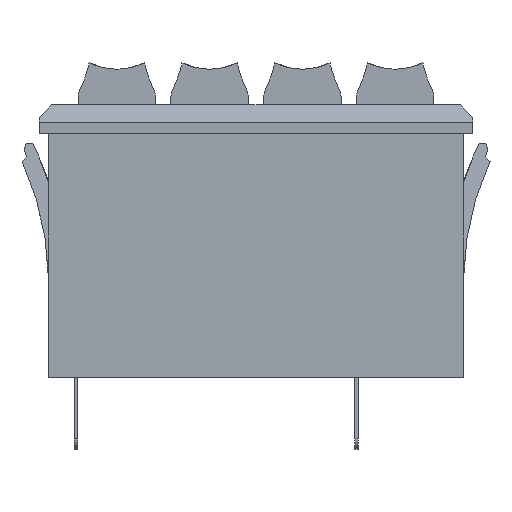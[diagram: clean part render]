
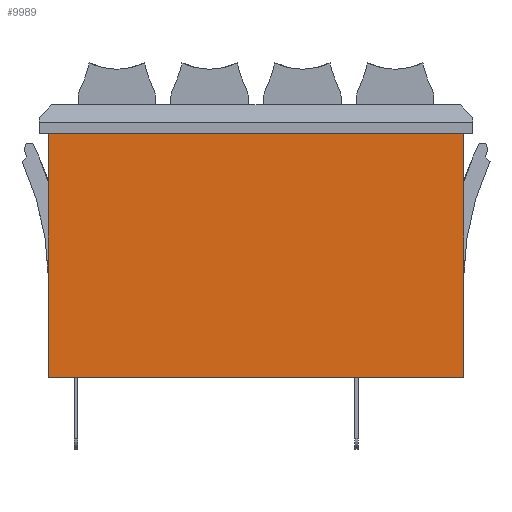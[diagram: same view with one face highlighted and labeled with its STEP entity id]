
A CAD part, front view. The second image highlights one B-rep face of the part: STEP entity #9989.
In plain terms, the highlighted planar face has unit normal (0, -1, 0).
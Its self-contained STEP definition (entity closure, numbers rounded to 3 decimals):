
#3347=DIRECTION('',(1.,0.,0.));
#3348=VECTOR('',#3347,45.468);
#3349=CARTESIAN_POINT('',(-28.45,-10.287,-3.175));
#3350=LINE('',#3349,#3348);
#3351=DIRECTION('',(0.,0.,-1.));
#3352=VECTOR('',#3351,26.67);
#3353=CARTESIAN_POINT('',(17.018,-10.287,-3.175));
#3354=LINE('',#3353,#3352);
#3355=DIRECTION('',(1.,0.,0.));
#3356=VECTOR('',#3355,45.468);
#3357=CARTESIAN_POINT('',(-28.45,-10.287,-29.845));
#3358=LINE('',#3357,#3356);
#3428=DIRECTION('',(0.,0.,-1.));
#3429=VECTOR('',#3428,26.67);
#3430=CARTESIAN_POINT('',(-28.45,-10.287,-3.175));
#3431=LINE('',#3430,#3429);
#4647=CARTESIAN_POINT('',(17.018,-10.287,-3.175));
#4648=VERTEX_POINT('',#4647);
#4693=CARTESIAN_POINT('',(17.018,-10.287,-29.845));
#4694=VERTEX_POINT('',#4693);
#5498=CARTESIAN_POINT('',(-28.45,-10.287,-3.175));
#5500=VERTEX_POINT('',#5498);
#5567=CARTESIAN_POINT('',(-28.45,-10.287,-29.845));
#5568=VERTEX_POINT('',#5567);
#9975=CARTESIAN_POINT('',(0.,-10.287,-16.51));
#9976=DIRECTION('',(0.,1.,0.));
#9977=DIRECTION('',(1.,0.,0.));
#9978=AXIS2_PLACEMENT_3D('',#9975,#9976,#9977);
#9979=PLANE('',#9978);
#9981=ORIENTED_EDGE('',*,*,#9980,.F.);
#9983=ORIENTED_EDGE('',*,*,#9982,.F.);
#9984=ORIENTED_EDGE('',*,*,#9948,.T.);
#9986=ORIENTED_EDGE('',*,*,#9985,.T.);
#9987=EDGE_LOOP('',(#9981,#9983,#9984,#9986));
#9988=FACE_OUTER_BOUND('',#9987,.F.);
#9989=ADVANCED_FACE('',(#9988),#9979,.F.);
#9948=EDGE_CURVE('',#5500,#4648,#3350,.T.);
#9980=EDGE_CURVE('',#5568,#4694,#3358,.T.);
#9982=EDGE_CURVE('',#5500,#5568,#3431,.T.);
#9985=EDGE_CURVE('',#4648,#4694,#3354,.T.);
